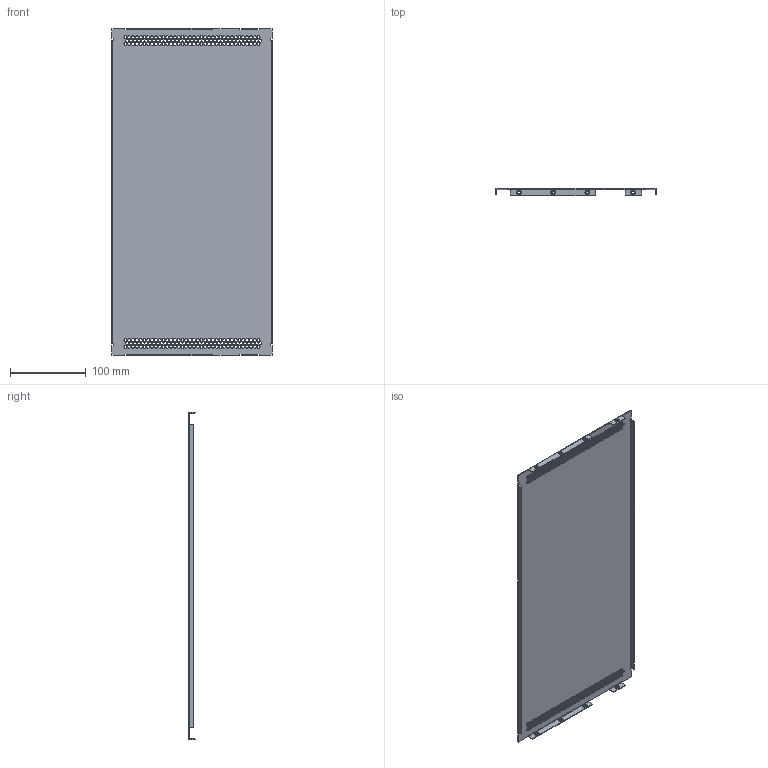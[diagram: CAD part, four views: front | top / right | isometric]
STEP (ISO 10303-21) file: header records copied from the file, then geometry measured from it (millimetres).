
FILE_DESCRIPTION(/* description */ (''),/* implementation_level */ '2;1');
FILE_NAME(/* name */ '86484214_ADGA M 21084 L.stp',/* time_stamp */ '2015-03-27T07:37:06+01:00',/* author */ ('kleemann'),/* organization */ ('Fa. Bopla'),/* preprocessor_version */ 'ST-DEVELOPER v15.6',/* originating_system */ 'Autodesk Inventor 2015',/* authorisation */ '');
FILE_SCHEMA (('AUTOMOTIVE_DESIGN { 1 0 10303 214 3 1 1 }'));
Length unit declared in the file: millimetre
Products named in the file (1): ADGA_M_21084_L_3DSYM PART1
Bounding box: 211 x 9.2 x 431.35 mm (x, y, z)
Volume: 94585.4 mm3; surface area: 193341.8 mm2
Topology: 1 solids, 1 shells, 358 faces, 1460 edges, 1112 vertices
Faces by surface type: cylinder 244, plane 98, torus 16
Full cylindrical faces by diameter (mm): 3.4 x8, 4 x216, 5.4 x8
Entity records: 17252 total; most frequent: DIRECTION 3178, CARTESIAN_POINT 2931, ORIENTED_EDGE 2920, EDGE_CURVE 1460, AXIS2_PLACEMENT_3D 1359, VERTEX_POINT 1112, CIRCLE 1000, EDGE_LOOP 814
